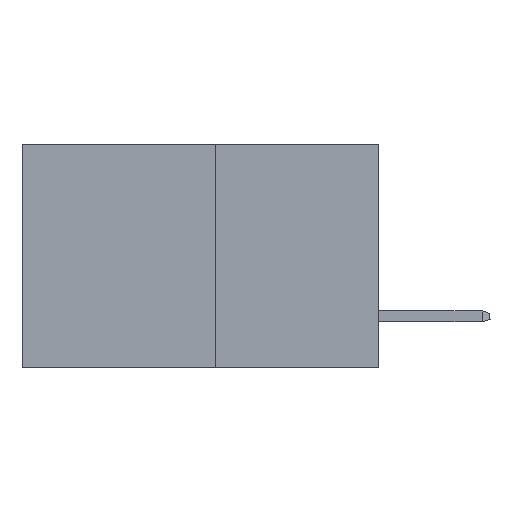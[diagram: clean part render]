
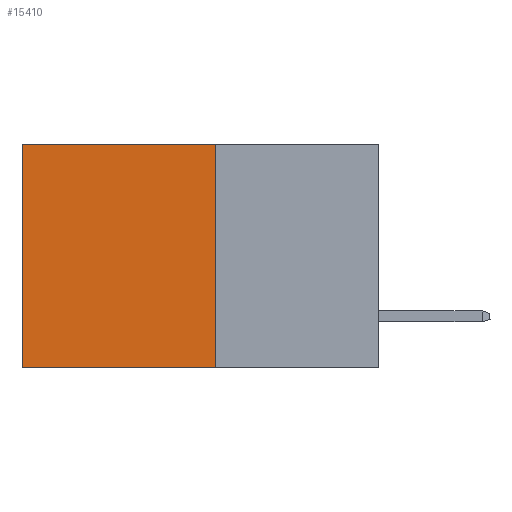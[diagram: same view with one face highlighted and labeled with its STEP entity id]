
A CAD part, left-side view. The second image highlights one B-rep face of the part: STEP entity #15410.
In plain terms, the highlighted planar face has unit normal (-1, 0, 0).
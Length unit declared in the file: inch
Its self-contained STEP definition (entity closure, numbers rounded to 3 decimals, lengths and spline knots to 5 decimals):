
#714 = ORIENTED_EDGE ( 'NONE', *, *, #25258, .F. ) ;
#1053 = CARTESIAN_POINT ( 'NONE',  ( 0.277, 0.59, -0.37 ) ) ;
#3693 = ORIENTED_EDGE ( 'NONE', *, *, #9192, .T. ) ;
#5439 = CARTESIAN_POINT ( 'NONE',  ( 0.277, 0.27, 0. ) ) ;
#7872 = VERTEX_POINT ( 'NONE', #1053 ) ;
#7939 = ORIENTED_EDGE ( 'NONE', *, *, #9667, .T. ) ;
#8694 = DIRECTION ( 'NONE',  ( 0., 0., -1. ) ) ;
#8916 = PLANE ( 'NONE',  #9450 ) ;
#9192 = EDGE_CURVE ( 'NONE', #17311, #7872, #11757, .T. ) ;
#9386 = VECTOR ( 'NONE', #15492, 39.37008 ) ;
#9450 = AXIS2_PLACEMENT_3D ( 'NONE', #23754, #26232, #11537 ) ;
#9667 = EDGE_CURVE ( 'NONE', #13948, #17311, #15957, .T. ) ;
#11054 = LINE ( 'NONE', #16175, #16825 ) ;
#11269 = EDGE_LOOP ( 'NONE', ( #3693, #28291, #714, #7939 ) ) ;
#11537 = DIRECTION ( 'NONE',  ( 0., 0., -1. ) ) ;
#11757 = LINE ( 'NONE', #23317, #30557 ) ;
#13948 = VERTEX_POINT ( 'NONE', #22859 ) ;
#15410 = ADVANCED_FACE ( 'NONE', ( #27081 ), #8916, .F. ) ;
#15492 = DIRECTION ( 'NONE',  ( 0., 1., 0. ) ) ;
#15719 = VERTEX_POINT ( 'NONE', #22447 ) ;
#15957 = LINE ( 'NONE', #5439, #9386 ) ;
#16175 = CARTESIAN_POINT ( 'NONE',  ( 0.277, 0.27, -0.37 ) ) ;
#16356 = CARTESIAN_POINT ( 'NONE',  ( 0.277, 0.59, 0. ) ) ;
#16825 = VECTOR ( 'NONE', #18609, 39.37008 ) ;
#17311 = VERTEX_POINT ( 'NONE', #16356 ) ;
#18609 = DIRECTION ( 'NONE',  ( 0., 0., -1. ) ) ;
#18906 = DIRECTION ( 'NONE',  ( 0., 1., 0. ) ) ;
#22447 = CARTESIAN_POINT ( 'NONE',  ( 0.277, 0.27, -0.37 ) ) ;
#22859 = CARTESIAN_POINT ( 'NONE',  ( 0.277, 0.27, 0. ) ) ;
#23317 = CARTESIAN_POINT ( 'NONE',  ( 0.277, 0.59, -0.37 ) ) ;
#23754 = CARTESIAN_POINT ( 'NONE',  ( 0.277, 0.27, -0.37 ) ) ;
#25189 = LINE ( 'NONE', #31118, #30958 ) ;
#25258 = EDGE_CURVE ( 'NONE', #13948, #15719, #11054, .T. ) ;
#26232 = DIRECTION ( 'NONE',  ( 1., 0., 0. ) ) ;
#27081 = FACE_OUTER_BOUND ( 'NONE', #11269, .T. ) ;
#28291 = ORIENTED_EDGE ( 'NONE', *, *, #31167, .F. ) ;
#30557 = VECTOR ( 'NONE', #8694, 39.37008 ) ;
#30958 = VECTOR ( 'NONE', #18906, 39.37008 ) ;
#31118 = CARTESIAN_POINT ( 'NONE',  ( 0.277, 0.27, -0.37 ) ) ;
#31167 = EDGE_CURVE ( 'NONE', #15719, #7872, #25189, .T. ) ;
